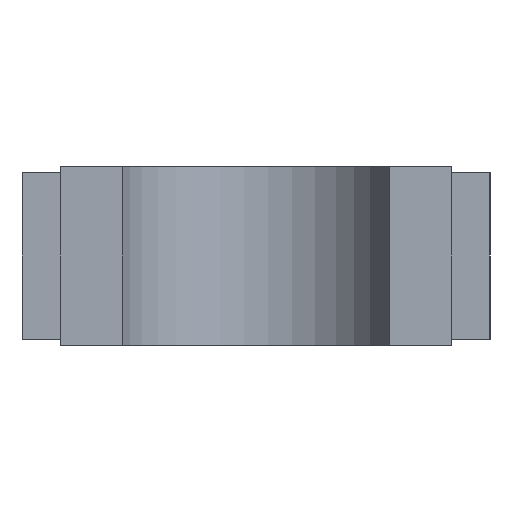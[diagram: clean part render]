
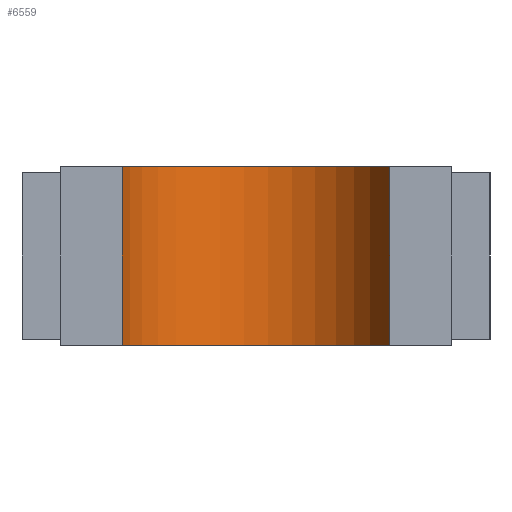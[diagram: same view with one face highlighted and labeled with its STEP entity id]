
A CAD part, left-side view. The second image highlights one B-rep face of the part: STEP entity #6559.
In plain terms, the highlighted cylindrical face has radius 0.45 mm (diameter 0.9 mm), a partial arc.
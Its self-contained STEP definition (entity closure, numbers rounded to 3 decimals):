
#25=CIRCLE('',#6826,0.45);
#26=CIRCLE('',#6827,0.45);
#28=CYLINDRICAL_SURFACE('',#6825,0.45);
#1136=FACE_OUTER_BOUND('',#1503,.T.);
#1503=EDGE_LOOP('',(#6013,#6014,#6015,#6016));
#2109=LINE('',#11542,#2718);
#2111=LINE('',#11548,#2720);
#2718=VECTOR('',#7862,10.);
#2720=VECTOR('',#7868,10.);
#3322=VERTEX_POINT('',#11539);
#3323=VERTEX_POINT('',#11541);
#3324=VERTEX_POINT('',#11545);
#3325=VERTEX_POINT('',#11547);
#4221=EDGE_CURVE('',#3322,#3323,#2109,.T.);
#4223=EDGE_CURVE('',#3324,#3322,#25,.T.);
#4224=EDGE_CURVE('',#3324,#3325,#2111,.T.);
#4225=EDGE_CURVE('',#3325,#3323,#26,.T.);
#6013=ORIENTED_EDGE('',*,*,#4223,.F.);
#6014=ORIENTED_EDGE('',*,*,#4224,.T.);
#6015=ORIENTED_EDGE('',*,*,#4225,.T.);
#6016=ORIENTED_EDGE('',*,*,#4221,.F.);
#6559=ADVANCED_FACE('',(#1136),#28,.F.);
#6825=AXIS2_PLACEMENT_3D('',#11544,#7864,#7865);
#6826=AXIS2_PLACEMENT_3D('',#11546,#7866,#7867);
#6827=AXIS2_PLACEMENT_3D('',#11549,#7869,#7870);
#7862=DIRECTION('',(0.,0.,-1.));
#7864=DIRECTION('center_axis',(0.,0.,1.));
#7865=DIRECTION('ref_axis',(0.256,-0.967,0.));
#7866=DIRECTION('center_axis',(0.,0.,-1.));
#7867=DIRECTION('ref_axis',(0.256,-0.967,0.));
#7868=DIRECTION('',(0.,0.,-1.));
#7869=DIRECTION('center_axis',(0.,0.,-1.));
#7870=DIRECTION('ref_axis',(0.256,-0.967,0.));
#11539=CARTESIAN_POINT('',(0.66,1.07,0.));
#11541=CARTESIAN_POINT('',(0.66,1.07,-0.58));
#11542=CARTESIAN_POINT('',(0.66,1.07,0.));
#11544=CARTESIAN_POINT('Origin',(0.775,0.635,0.));
#11545=CARTESIAN_POINT('',(0.66,0.2,0.));
#11546=CARTESIAN_POINT('Origin',(0.775,0.635,0.));
#11547=CARTESIAN_POINT('',(0.66,0.2,-0.58));
#11548=CARTESIAN_POINT('',(0.66,0.2,0.));
#11549=CARTESIAN_POINT('Origin',(0.775,0.635,-0.58));
